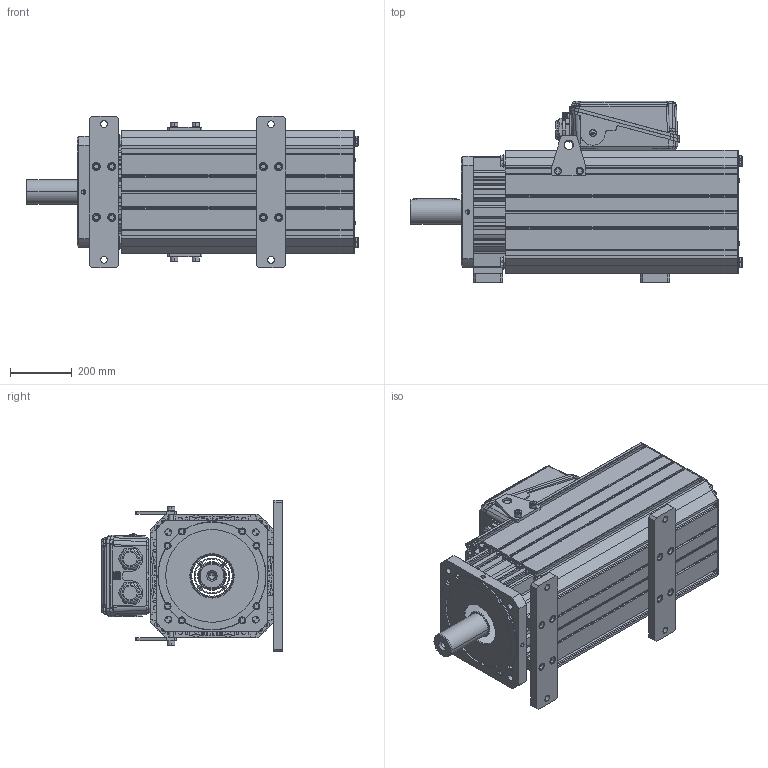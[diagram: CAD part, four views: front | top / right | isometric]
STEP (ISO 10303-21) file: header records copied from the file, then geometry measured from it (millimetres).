
FILE_DESCRIPTION((''),'2;1');
FILE_NAME('U318070F203_54071N-2','2016-06-12T',('nifangliang'),(''),'PRO/ENGINEER BY PARAMETRIC TECHNOLOGY CORPORATION, 2010430','PRO/ENGINEER BY PARAMETRIC TECHNOLOGY CORPORATION, 2010430','');
FILE_SCHEMA(('CONFIG_CONTROL_DESIGN'));
Products named in the file (1): U318070F203_54071N-2
Bounding box: 1074 x 585.52 x 490.5 mm (x, y, z)
Surface area: 9035069.9 mm2 (no closed solid volume)
Topology: 0 solids, 171 shells, 2968 faces, 9611 edges, 6784 vertices
Faces by surface type: plane 1755, cylinder 791, bspline 186, cone 140, torus 78, sphere 18
Entity records: 144281 total; most frequent: CARTESIAN_POINT 63293, DIRECTION 15929, ORIENTED_EDGE 15464, EDGE_CURVE 9595, VERTEX_POINT 6782, VECTOR 6149, LINE 6149, AXIS2_PLACEMENT_3D 4890
